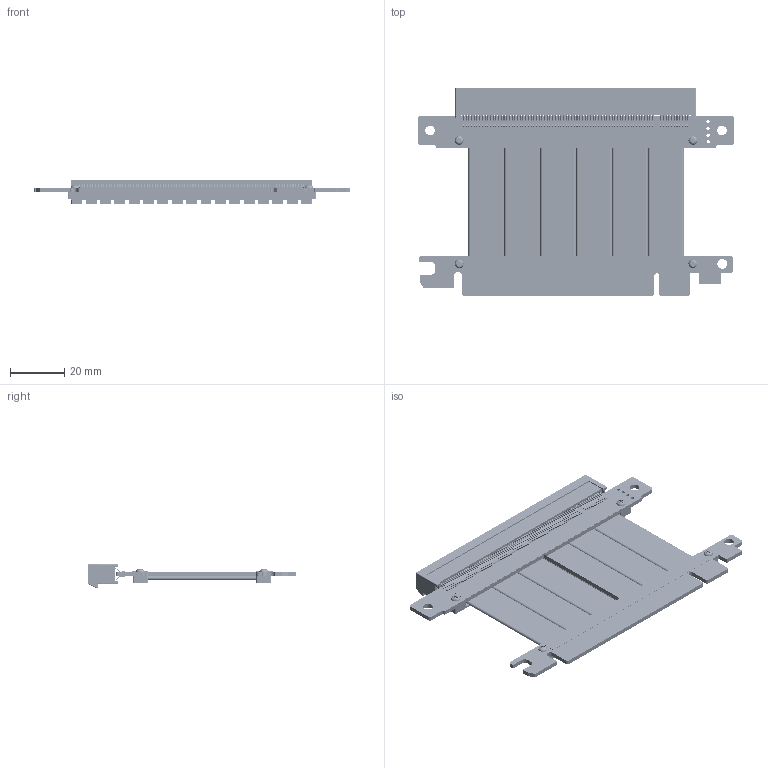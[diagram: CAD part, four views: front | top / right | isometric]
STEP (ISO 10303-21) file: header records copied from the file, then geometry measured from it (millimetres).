
FILE_DESCRIPTION(('Open CASCADE Model'),'2;1');
FILE_NAME('Open CASCADE Shape Model','2020-03-17T21:37:23',('Author'),( 'Open CASCADE'),'Open CASCADE STEP processor 6.8','Open CASCADE 6.8' ,'Unknown');
FILE_SCHEMA(('AUTOMOTIVE_DESIGN { 1 0 10303 214 1 1 1 1 }'));
Length unit declared in the file: millimetre
Products named in the file (13): PCB; Board; Open CASCADE STEP translator 6.8 8.1.1; Free-Models; Hexagon_nut_ISO_4032_(DIN_934)_-_M2_RGB9411503; G0033_RGB9411503; PCIe_x16_R3F_RGB4404530; 164PIN主體; 158; tape-3P_RGB0; RP33S-PAD; tape-3P_RGB0_4189095358; cable20-43
Assembly tree (187 placements, depth 4):
  PCB
    Board
      Open CASCADE STEP translator 6.8 8.1.1
    Free-Models
      Hexagon_nut_ISO_4032_(DIN_934)_-_M2_RGB9411503  x4
      G0033_RGB9411503  x4
      PCIe_x16_R3F_RGB4404530
        164PIN主體
        158  x164
      tape-3P_RGB0
      RP33S-PAD  x2
      tape-3P_RGB0_4189095358
      cable20-43  x6
Bounding box: 117.03 x 76.98 x 8.78 mm (x, y, z)
Volume: 15336.4 mm3; surface area: 36115 mm2
Topology: 424 solids, 424 shells, 16999 faces, 47244 edges, 31114 vertices
Faces by surface type: plane 9336, cylinder 7127, torus 480, cone 48, revolution 8
Full cylindrical faces by diameter (mm): 0.6 x233, 1.2 x4, 2.2 x8, 3.5 x2, 3.6 x1, 4.8 x4
Entity records: 40898 total; most frequent: DIRECTION 6710, CARTESIAN_POINT 6470, ORIENTED_EDGE 5860, EDGE_CURVE 2930, AXIS2_PLACEMENT_3D 2524, VERTEX_POINT 1892, FACE_BOUND 1716, EDGE_LOOP 1716
